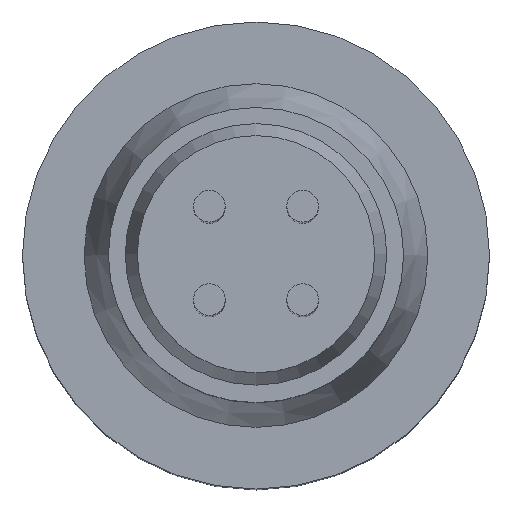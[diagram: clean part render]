
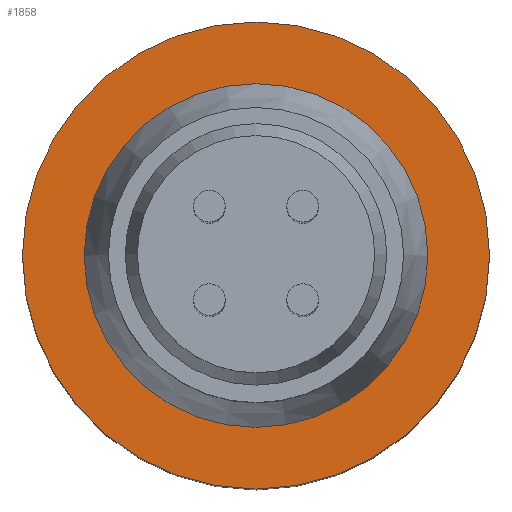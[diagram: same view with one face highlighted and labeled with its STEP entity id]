
A CAD part, top view. The second image highlights one B-rep face of the part: STEP entity #1858.
In plain terms, the highlighted planar face has unit normal (0, 0, 1).
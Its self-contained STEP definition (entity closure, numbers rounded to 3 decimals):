
#52=CIRCLE($,#1949,9.2);
#58=CIRCLE($,#1966,12.5);
#97=FACE_BOUND($,#431,.T.);
#98=FACE_BOUND($,#432,.T.);
#431=EDGE_LOOP($,(#1602));
#432=EDGE_LOOP($,(#1603));
#886=VERTEX_POINT($,#3218);
#892=VERTEX_POINT($,#3241);
#1124=EDGE_CURVE($,#886,#886,#52,.T.);
#1130=EDGE_CURVE($,#892,#892,#58,.T.);
#1602=ORIENTED_EDGE($,*,*,#1124,.T.);
#1603=ORIENTED_EDGE($,*,*,#1130,.F.);
#1664=PLANE($,#1967);
#1858=ADVANCED_FACE($,(#97,#98),#1664,.F.);
#1949=AXIS2_PLACEMENT_3D($,#3219,#2288,#2289);
#1966=AXIS2_PLACEMENT_3D($,#3242,#2322,#2323);
#1967=AXIS2_PLACEMENT_3D($,#3243,#2324,#2325);
#2288=DIRECTION('center_axis',(0.,0.,-1.));
#2289=DIRECTION('ref_axis',(1.,0.,0.));
#2322=DIRECTION('center_axis',(0.,0.,-1.));
#2323=DIRECTION('ref_axis',(-1.,0.,0.));
#2324=DIRECTION('center_axis',(0.,0.,-1.));
#2325=DIRECTION('ref_axis',(-1.,0.,0.));
#3218=CARTESIAN_POINT('',(-9.2,0.,28.));
#3219=CARTESIAN_POINT('Origin',(0.,0.,28.));
#3241=CARTESIAN_POINT('',(12.5,0.,28.));
#3242=CARTESIAN_POINT('Origin',(0.,0.,28.));
#3243=CARTESIAN_POINT('Origin',(0.,0.,28.));
